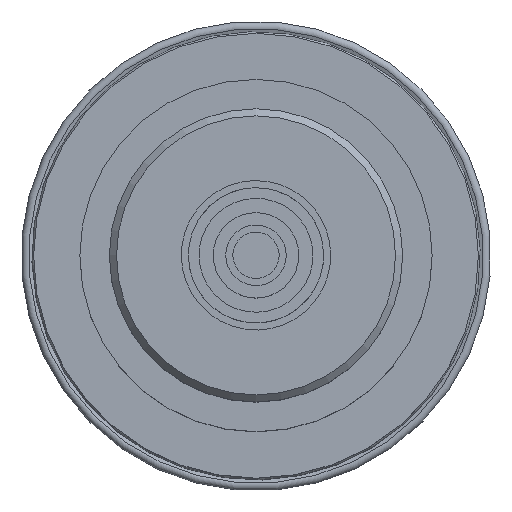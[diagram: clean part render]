
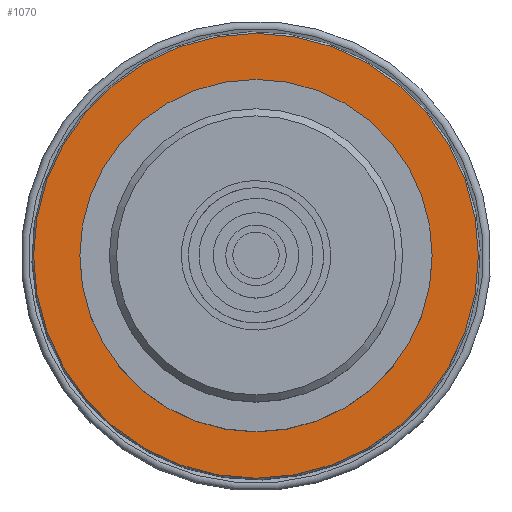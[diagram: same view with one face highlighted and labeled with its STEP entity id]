
A CAD part, top view. The second image highlights one B-rep face of the part: STEP entity #1070.
In plain terms, the highlighted planar face has unit normal (0, 0, 1).
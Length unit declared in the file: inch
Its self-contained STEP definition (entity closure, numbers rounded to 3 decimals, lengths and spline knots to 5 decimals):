
#171=FACE_BOUND('',#247,.T.);
#185=FACE_OUTER_BOUND('',#246,.T.);
#246=EDGE_LOOP('',(#668));
#247=EDGE_LOOP('',(#669));
#314=CIRCLE('',#1157,1.23031);
#315=CIRCLE('',#1159,0.97441);
#398=VERTEX_POINT('',#1672);
#399=VERTEX_POINT('',#1676);
#506=EDGE_CURVE('',#398,#398,#314,.T.);
#508=EDGE_CURVE('',#399,#399,#315,.T.);
#668=ORIENTED_EDGE('',*,*,#506,.F.);
#669=ORIENTED_EDGE('',*,*,#508,.T.);
#969=PLANE('',#1158);
#1070=ADVANCED_FACE('',(#185,#171),#969,.T.);
#1157=AXIS2_PLACEMENT_3D('',#1673,#1319,#1320);
#1158=AXIS2_PLACEMENT_3D('',#1675,#1322,#1323);
#1159=AXIS2_PLACEMENT_3D('',#1677,#1324,#1325);
#1319=DIRECTION('center_axis',(0.,0.,-1.));
#1320=DIRECTION('ref_axis',(0.,1.,0.));
#1322=DIRECTION('center_axis',(0.,0.,1.));
#1323=DIRECTION('ref_axis',(0.,1.,0.));
#1324=DIRECTION('center_axis',(0.,0.,-1.));
#1325=DIRECTION('ref_axis',(0.,1.,0.));
#1672=CARTESIAN_POINT('',(1.23031,0.,-1.37795));
#1673=CARTESIAN_POINT('Origin',(1.23031,1.23031,-1.37795));
#1675=CARTESIAN_POINT('Origin',(1.23031,1.23031,-1.37795));
#1676=CARTESIAN_POINT('',(1.23031,0.25591,-1.37795));
#1677=CARTESIAN_POINT('Origin',(1.23031,1.23031,-1.37795));
